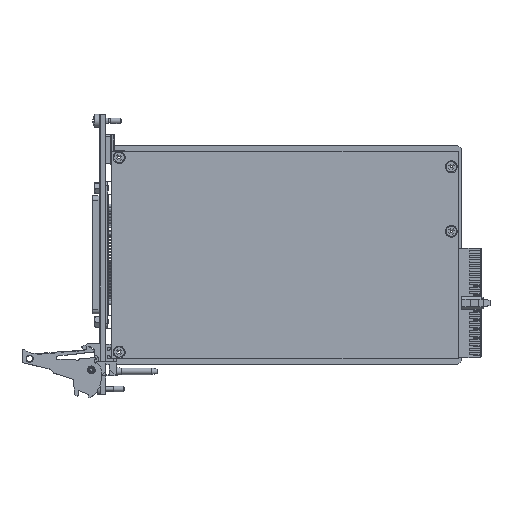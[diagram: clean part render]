
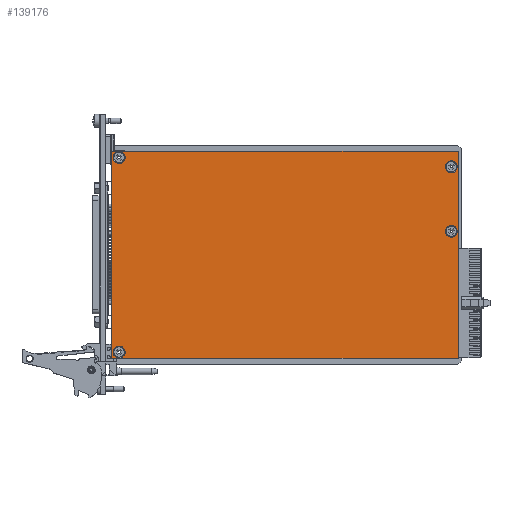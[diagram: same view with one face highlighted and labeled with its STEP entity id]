
A CAD part, top view. The second image highlights one B-rep face of the part: STEP entity #139176.
In plain terms, the highlighted planar face has unit normal (0, 0, 1).
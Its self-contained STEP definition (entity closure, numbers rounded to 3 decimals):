
#6094 = VERTEX_POINT ( 'NONE', #70244 ) ;
#6100 = VERTEX_POINT ( 'NONE', #70259 ) ;
#6104 = VERTEX_POINT ( 'NONE', #70269 ) ;
#6105 = VERTEX_POINT ( 'NONE', #70271 ) ;
#21501 = CARTESIAN_POINT ( 'NONE',  ( 111.747, 50.196, 48.322 ) ) ;
#21504 = CARTESIAN_POINT ( 'NONE',  ( 111.747, 79.623, 48.322 ) ) ;
#21521 = CARTESIAN_POINT ( 'NONE',  ( -40.167, 83.93, 48.322 ) ) ;
#21573 = CARTESIAN_POINT ( 'NONE',  ( -40.167, -5.07, 48.322 ) ) ;
#29514 = LINE ( 'NONE', #44316, #29519 ) ;
#29519 = VECTOR ( 'NONE', #44318, 1000. ) ;
#29590 = CIRCLE ( 'NONE', #47068, 2.75 ) ;
#29628 = CIRCLE ( 'NONE', #47070, 2.75 ) ;
#29719 = CIRCLE ( 'NONE', #47087, 2.75 ) ;
#31280 = CIRCLE ( 'NONE', #47181, 2.75 ) ;
#32588 = LINE ( 'NONE', #40360, #32595 ) ;
#32595 = VECTOR ( 'NONE', #40417, 1000. ) ;
#33096 = LINE ( 'NONE', #40872, #33101 ) ;
#33101 = VECTOR ( 'NONE', #40880, 1000. ) ;
#33157 = LINE ( 'NONE', #40899, #33166 ) ;
#33166 = VECTOR ( 'NONE', #40900, 1000. ) ;
#40360 = CARTESIAN_POINT ( 'NONE',  ( -46.324, -7.97, 48.322 ) ) ;
#40417 = DIRECTION ( 'NONE',  ( 0., -1., 0. ) ) ;
#40872 = CARTESIAN_POINT ( 'NONE',  ( 112.15, 86.772, 48.322 ) ) ;
#40880 = DIRECTION ( 'NONE',  ( 0., 1., 0. ) ) ;
#40899 = CARTESIAN_POINT ( 'NONE',  ( -46.324, 86.772, 48.322 ) ) ;
#40900 = DIRECTION ( 'NONE',  ( -1., 0., 0. ) ) ;
#44316 = CARTESIAN_POINT ( 'NONE',  ( -46.324, -7.97, 48.322 ) ) ;
#44318 = DIRECTION ( 'NONE',  ( 1., 0., 0. ) ) ;
#44368 = CARTESIAN_POINT ( 'NONE',  ( 108.997, 50.196, 48.322 ) ) ;
#44369 = DIRECTION ( 'NONE',  ( 0., 0., 1. ) ) ;
#44370 = DIRECTION ( 'NONE',  ( 1., 0., 0. ) ) ;
#44382 = CARTESIAN_POINT ( 'NONE',  ( 108.997, 79.623, 48.322 ) ) ;
#44383 = DIRECTION ( 'NONE',  ( 0., 0., 1. ) ) ;
#44384 = DIRECTION ( 'NONE',  ( 1., 0., 0. ) ) ;
#44440 = CARTESIAN_POINT ( 'NONE',  ( -42.917, 83.93, 48.322 ) ) ;
#44442 = DIRECTION ( 'NONE',  ( 0., 0., 1. ) ) ;
#44444 = DIRECTION ( 'NONE',  ( 1., 0., 0. ) ) ;
#44867 = EDGE_CURVE ( 'NONE', #6094, #6104, #29514, .T. ) ;
#44906 = EDGE_CURVE ( 'NONE', #136415, #136415, #29590, .T. ) ;
#44917 = EDGE_CURVE ( 'NONE', #136416, #136416, #29628, .T. ) ;
#44951 = EDGE_CURVE ( 'NONE', #136420, #136420, #29719, .T. ) ;
#45295 = EDGE_CURVE ( 'NONE', #136435, #136435, #31280, .T. ) ;
#45474 = CARTESIAN_POINT ( 'NONE',  ( -42.917, -5.07, 48.322 ) ) ;
#45476 = DIRECTION ( 'NONE',  ( 0., 0., 1. ) ) ;
#45477 = DIRECTION ( 'NONE',  ( 1., 0., 0. ) ) ;
#45750 = EDGE_CURVE ( 'NONE', #6100, #6094, #32588, .T. ) ;
#45858 = EDGE_CURVE ( 'NONE', #6104, #6105, #33096, .T. ) ;
#45868 = EDGE_CURVE ( 'NONE', #6105, #6100, #33157, .T. ) ;
#47068 = AXIS2_PLACEMENT_3D ( 'NONE', #44368, #44369, #44370 ) ;
#47070 = AXIS2_PLACEMENT_3D ( 'NONE', #44382, #44383, #44384 ) ;
#47087 = AXIS2_PLACEMENT_3D ( 'NONE', #44440, #44442, #44444 ) ;
#47181 = AXIS2_PLACEMENT_3D ( 'NONE', #45474, #45476, #45477 ) ;
#64542 = EDGE_LOOP ( 'NONE', ( #88079, #88081, #88083, #88085 ) ) ;
#64544 = EDGE_LOOP ( 'NONE', ( #88086 ) ) ;
#64548 = EDGE_LOOP ( 'NONE', ( #88088 ) ) ;
#64550 = EDGE_LOOP ( 'NONE', ( #88090 ) ) ;
#64552 = EDGE_LOOP ( 'NONE', ( #88091 ) ) ;
#70244 = CARTESIAN_POINT ( 'NONE',  ( -46.324, -7.97, 48.322 ) ) ;
#70259 = CARTESIAN_POINT ( 'NONE',  ( -46.324, 86.772, 48.322 ) ) ;
#70269 = CARTESIAN_POINT ( 'NONE',  ( 112.15, -7.97, 48.322 ) ) ;
#70271 = CARTESIAN_POINT ( 'NONE',  ( 112.15, 86.772, 48.322 ) ) ;
#71396 = AXIS2_PLACEMENT_3D ( 'NONE', #79337, #79339, #79341 ) ;
#79321 = PLANE ( 'NONE',  #71396 ) ;
#79337 = CARTESIAN_POINT ( 'NONE',  ( -46.324, 86.772, 48.322 ) ) ;
#79339 = DIRECTION ( 'NONE',  ( 0., 0., -1. ) ) ;
#79341 = DIRECTION ( 'NONE',  ( -1., 0., 0. ) ) ;
#88079 = ORIENTED_EDGE ( 'NONE', *, *, #45750, .T. ) ;
#88081 = ORIENTED_EDGE ( 'NONE', *, *, #44867, .T. ) ;
#88083 = ORIENTED_EDGE ( 'NONE', *, *, #45858, .T. ) ;
#88085 = ORIENTED_EDGE ( 'NONE', *, *, #45868, .T. ) ;
#88086 = ORIENTED_EDGE ( 'NONE', *, *, #44906, .F. ) ;
#88088 = ORIENTED_EDGE ( 'NONE', *, *, #44917, .F. ) ;
#88090 = ORIENTED_EDGE ( 'NONE', *, *, #45295, .F. ) ;
#88091 = ORIENTED_EDGE ( 'NONE', *, *, #44951, .F. ) ;
#124529 = FACE_OUTER_BOUND ( 'NONE', #64542, .T. ) ;
#124530 = FACE_BOUND ( 'NONE', #64548, .T. ) ;
#124531 = FACE_BOUND ( 'NONE', #64552, .T. ) ;
#124533 = FACE_BOUND ( 'NONE', #64550, .T. ) ;
#124536 = FACE_BOUND ( 'NONE', #64544, .T. ) ;
#136415 = VERTEX_POINT ( 'NONE', #21501 ) ;
#136416 = VERTEX_POINT ( 'NONE', #21504 ) ;
#136420 = VERTEX_POINT ( 'NONE', #21521 ) ;
#136435 = VERTEX_POINT ( 'NONE', #21573 ) ;
#139176 = ADVANCED_FACE ( 'NONE', ( #124529, #124536, #124530, #124533, #124531 ), #79321, .F. ) ;
